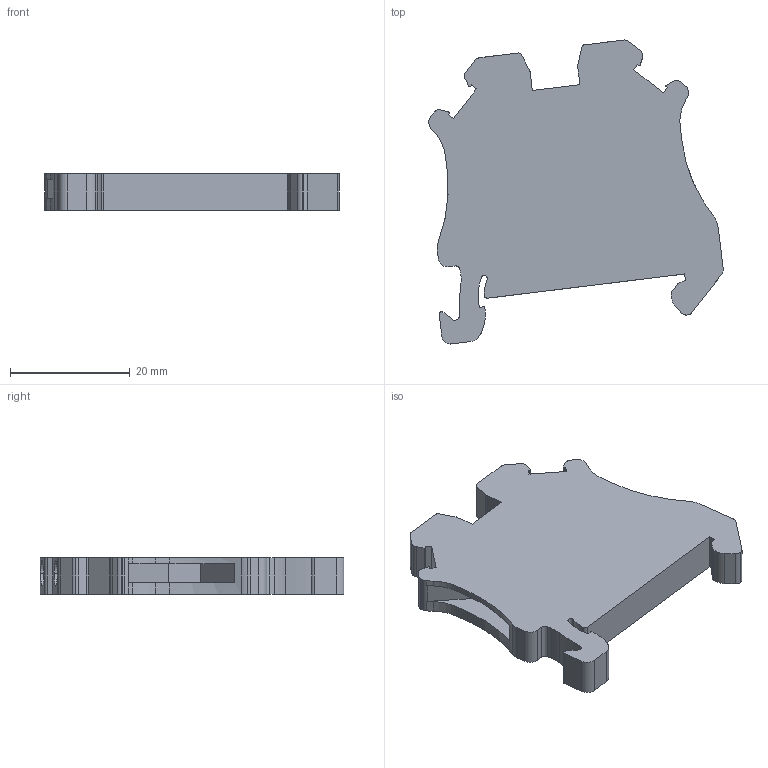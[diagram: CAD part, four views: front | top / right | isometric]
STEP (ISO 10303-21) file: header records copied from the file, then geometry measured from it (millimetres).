
FILE_DESCRIPTION(('STEP AP214'),'1');
FILE_NAME('06x3312.stp','2020-07-28T18:36:00',('TraceParts'),('TraceParts S.A.'),'Spatial InterOp 3D',' ',' ');
FILE_SCHEMA(('AUTOMOTIVE_DESIGN { 1 0 10303 214 1 1 1 1 }'));
Length unit declared in the file: millimetre
Products named in the file (1): 06x3312
Bounding box: 49.16 x 50.74 x 6.15 mm (x, y, z)
Volume: 8784.7 mm3; surface area: 5616.9 mm2
Topology: 1 solids, 1 shells, 201 faces, 573 edges, 380 vertices
Faces by surface type: plane 106, cylinder 75, torus 16, cone 4
Entity records: 6686 total; most frequent: CARTESIAN_POINT 1315, ORIENTED_EDGE 1146, DIRECTION 1129, EDGE_CURVE 573, AXIS2_PLACEMENT_3D 394, VERTEX_POINT 380, LINE 341, VECTOR 341
